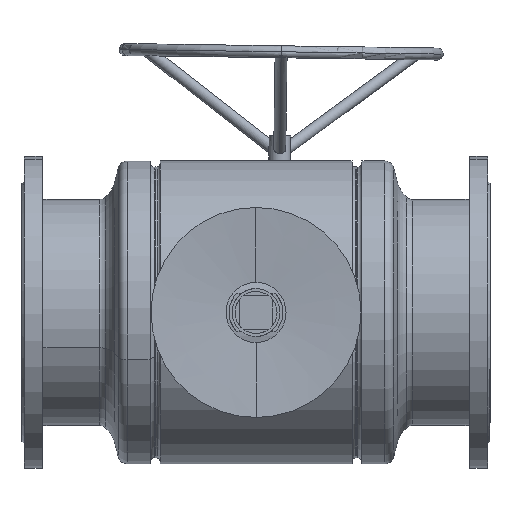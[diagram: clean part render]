
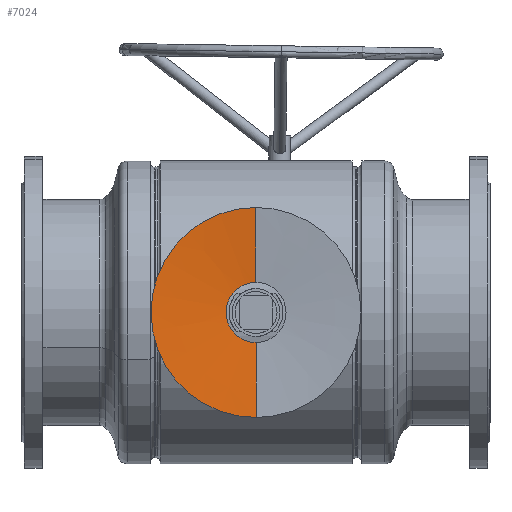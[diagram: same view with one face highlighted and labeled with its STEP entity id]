
A CAD part, front view. The second image highlights one B-rep face of the part: STEP entity #7024.
In plain terms, the highlighted conical face has half-angle 85.426 degrees and reference radius 50 mm.
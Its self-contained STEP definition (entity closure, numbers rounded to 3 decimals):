
#1874 = CIRCLE ( 'NONE', #20268, 50. ) ;
#2179 = AXIS2_PLACEMENT_3D ( 'NONE', #8212, #2934, #13856 ) ;
#2440 = CONICAL_SURFACE ( 'NONE', #15309, 50., 1.491 ) ;
#2934 = DIRECTION ( 'NONE',  ( 0., -1., 0. ) ) ;
#3710 = DIRECTION ( 'NONE',  ( 0., -0.08, 0.997 ) ) ;
#4035 = ORIENTED_EDGE ( 'NONE', *, *, #8357, .F. ) ;
#4099 = EDGE_LOOP ( 'NONE', ( #4035, #9317, #11746, #21624 ) ) ;
#4232 = CARTESIAN_POINT ( 'NONE',  ( 0., 10., 0. ) ) ;
#4903 = LINE ( 'NONE', #11912, #17946 ) ;
#5024 = DIRECTION ( 'NONE',  ( 0., -0.08, -0.997 ) ) ;
#5230 = EDGE_CURVE ( 'NONE', #5265, #18290, #14670, .T. ) ;
#5265 = VERTEX_POINT ( 'NONE', #17657 ) ;
#5286 = EDGE_CURVE ( 'NONE', #18667, #5265, #12571, .T. ) ;
#5815 = CARTESIAN_POINT ( 'NONE',  ( 0., 10., -50. ) ) ;
#7024 = ADVANCED_FACE ( 'NONE', ( #15089 ), #2440, .F. ) ;
#8212 = CARTESIAN_POINT ( 'NONE',  ( 0., 0., 0. ) ) ;
#8357 = EDGE_CURVE ( 'NONE', #18667, #15173, #1874, .T. ) ;
#9304 = DIRECTION ( 'NONE',  ( 0., 0., -1. ) ) ;
#9317 = ORIENTED_EDGE ( 'NONE', *, *, #5286, .T. ) ;
#11746 = ORIENTED_EDGE ( 'NONE', *, *, #5230, .T. ) ;
#11912 = CARTESIAN_POINT ( 'NONE',  ( 0., 10., -50. ) ) ;
#12571 = LINE ( 'NONE', #17418, #22465 ) ;
#13367 = CARTESIAN_POINT ( 'NONE',  ( 0., 10., 50. ) ) ;
#13405 = CARTESIAN_POINT ( 'NONE',  ( 0., 0., -175. ) ) ;
#13856 = DIRECTION ( 'NONE',  ( 0., 0., -1. ) ) ;
#14670 = CIRCLE ( 'NONE', #2179, 175. ) ;
#15089 = FACE_OUTER_BOUND ( 'NONE', #4099, .T. ) ;
#15173 = VERTEX_POINT ( 'NONE', #5815 ) ;
#15309 = AXIS2_PLACEMENT_3D ( 'NONE', #22150, #16932, #16823 ) ;
#15628 = EDGE_CURVE ( 'NONE', #15173, #18290, #4903, .T. ) ;
#16823 = DIRECTION ( 'NONE',  ( 0., 0., -1. ) ) ;
#16932 = DIRECTION ( 'NONE',  ( 0., -1., 0. ) ) ;
#17418 = CARTESIAN_POINT ( 'NONE',  ( 0., 10., 50. ) ) ;
#17657 = CARTESIAN_POINT ( 'NONE',  ( 0., 0., 175. ) ) ;
#17946 = VECTOR ( 'NONE', #5024, 1000. ) ;
#18290 = VERTEX_POINT ( 'NONE', #13405 ) ;
#18667 = VERTEX_POINT ( 'NONE', #13367 ) ;
#20268 = AXIS2_PLACEMENT_3D ( 'NONE', #4232, #21544, #9304 ) ;
#21544 = DIRECTION ( 'NONE',  ( 0., -1., 0. ) ) ;
#21624 = ORIENTED_EDGE ( 'NONE', *, *, #15628, .F. ) ;
#22150 = CARTESIAN_POINT ( 'NONE',  ( 0., 10., 0. ) ) ;
#22465 = VECTOR ( 'NONE', #3710, 1000. ) ;
